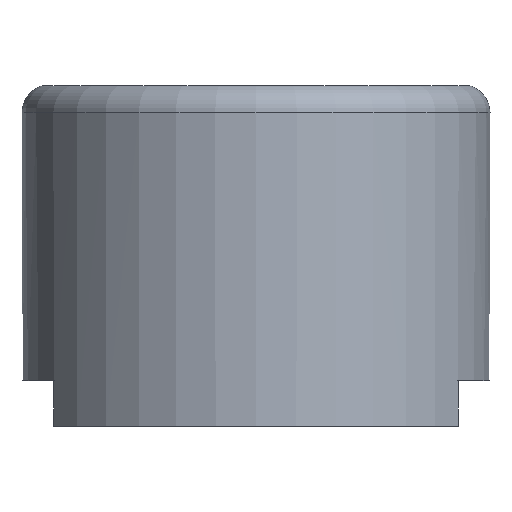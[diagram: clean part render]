
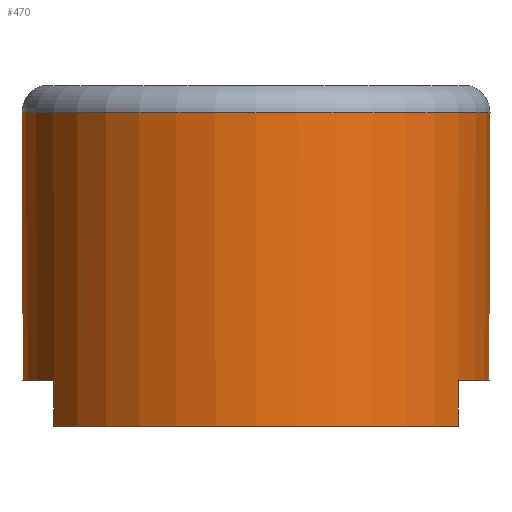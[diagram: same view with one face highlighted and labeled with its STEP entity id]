
A CAD part, left-side view. The second image highlights one B-rep face of the part: STEP entity #470.
In plain terms, the highlighted cylindrical face has radius 19.7 mm (diameter 39.4 mm), a full revolution.
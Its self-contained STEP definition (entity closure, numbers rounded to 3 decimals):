
#70=FACE_OUTER_BOUND('',#103,.T.);
#103=EDGE_LOOP('',(#419,#420,#421,#422,#423,#424,#425,#426,#427,#428,#429,
#430,#431));
#128=LINE('',#927,#156);
#129=LINE('',#928,#157);
#130=LINE('',#930,#158);
#131=LINE('',#931,#159);
#132=LINE('',#932,#160);
#156=VECTOR('',#684,10.);
#157=VECTOR('',#685,10.);
#158=VECTOR('',#688,19.7);
#159=VECTOR('',#689,10.);
#160=VECTOR('',#690,10.);
#165=CIRCLE('',#495,19.7);
#168=CIRCLE('',#498,19.7);
#187=CIRCLE('',#527,19.7);
#188=CIRCLE('',#528,19.7);
#190=CIRCLE('',#531,19.7);
#191=CIRCLE('',#532,19.7);
#192=CIRCLE('',#534,19.7);
#197=VERTEX_POINT('',#709);
#198=VERTEX_POINT('',#710);
#199=VERTEX_POINT('',#712);
#204=VERTEX_POINT('',#722);
#231=VERTEX_POINT('',#894);
#232=VERTEX_POINT('',#895);
#233=VERTEX_POINT('',#900);
#234=VERTEX_POINT('',#901);
#235=VERTEX_POINT('',#903);
#236=VERTEX_POINT('',#907);
#237=VERTEX_POINT('',#908);
#245=EDGE_CURVE('',#199,#198,#165,.T.);
#251=EDGE_CURVE('',#197,#204,#168,.T.);
#283=EDGE_CURVE('',#231,#232,#187,.T.);
#284=EDGE_CURVE('',#232,#231,#188,.T.);
#287=EDGE_CURVE('',#235,#234,#190,.F.);
#288=EDGE_CURVE('',#233,#235,#191,.F.);
#290=EDGE_CURVE('',#236,#237,#192,.F.);
#299=EDGE_CURVE('',#204,#233,#128,.T.);
#300=EDGE_CURVE('',#234,#199,#129,.T.);
#301=EDGE_CURVE('',#232,#235,#130,.T.);
#302=EDGE_CURVE('',#198,#236,#131,.T.);
#303=EDGE_CURVE('',#237,#197,#132,.T.);
#419=ORIENTED_EDGE('',*,*,#283,.F.);
#420=ORIENTED_EDGE('',*,*,#284,.F.);
#421=ORIENTED_EDGE('',*,*,#301,.T.);
#422=ORIENTED_EDGE('',*,*,#287,.T.);
#423=ORIENTED_EDGE('',*,*,#300,.T.);
#424=ORIENTED_EDGE('',*,*,#245,.T.);
#425=ORIENTED_EDGE('',*,*,#302,.T.);
#426=ORIENTED_EDGE('',*,*,#290,.T.);
#427=ORIENTED_EDGE('',*,*,#303,.T.);
#428=ORIENTED_EDGE('',*,*,#251,.T.);
#429=ORIENTED_EDGE('',*,*,#299,.T.);
#430=ORIENTED_EDGE('',*,*,#288,.T.);
#431=ORIENTED_EDGE('',*,*,#301,.F.);
#444=CYLINDRICAL_SURFACE('',#543,19.7);
#470=ADVANCED_FACE('',(#70),#444,.T.);
#495=AXIS2_PLACEMENT_3D('',#713,#568,#569);
#498=AXIS2_PLACEMENT_3D('',#724,#577,#578);
#527=AXIS2_PLACEMENT_3D('',#896,#642,#643);
#528=AXIS2_PLACEMENT_3D('',#897,#644,#645);
#531=AXIS2_PLACEMENT_3D('',#904,#651,#652);
#532=AXIS2_PLACEMENT_3D('',#905,#653,#654);
#534=AXIS2_PLACEMENT_3D('',#910,#658,#659);
#543=AXIS2_PLACEMENT_3D('',#929,#686,#687);
#568=DIRECTION('center_axis',(0.,0.,
1.));
#569=DIRECTION('ref_axis',(-1.,0.,0.));
#577=DIRECTION('center_axis',(0.,0.,
1.));
#578=DIRECTION('ref_axis',(-1.,0.,0.));
#642=DIRECTION('center_axis',(0.,0.,
1.));
#643=DIRECTION('ref_axis',(1.,0.,0.));
#644=DIRECTION('center_axis',(0.,0.,
1.));
#645=DIRECTION('ref_axis',(1.,0.,0.));
#651=DIRECTION('center_axis',(0.,0.,
-1.));
#652=DIRECTION('ref_axis',(-1.,0.,0.));
#653=DIRECTION('center_axis',(0.,0.,
-1.));
#654=DIRECTION('ref_axis',(-1.,0.,0.));
#658=DIRECTION('center_axis',(0.,0.,
-1.));
#659=DIRECTION('ref_axis',(-1.,0.,0.));
#684=DIRECTION('',(0.,0.,-1.));
#685=DIRECTION('',(0.,0.,1.));
#686=DIRECTION('center_axis',(0.,0.,1.));
#687=DIRECTION('ref_axis',(-1.,0.,0.));
#688=DIRECTION('',(0.,0.,-1.));
#689=DIRECTION('',(0.,0.,-1.));
#690=DIRECTION('',(0.,0.,1.));
#709=CARTESIAN_POINT('',(-9.925,-17.017,18.91));
#710=CARTESIAN_POINT('',(-9.925,17.017,18.91));
#712=CARTESIAN_POINT('',(9.925,17.017,18.91));
#713=CARTESIAN_POINT('Origin',(0.,0.,18.91));
#722=CARTESIAN_POINT('',(9.925,-17.017,18.91));
#724=CARTESIAN_POINT('Origin',(0.,0.,18.91));
#894=CARTESIAN_POINT('',(-19.7,0.,41.437));
#895=CARTESIAN_POINT('',(19.7,0.,41.437));
#896=CARTESIAN_POINT('Origin',(0.,0.,
41.437));
#897=CARTESIAN_POINT('Origin',(0.,0.,
41.437));
#900=CARTESIAN_POINT('',(9.925,-17.017,15.062));
#901=CARTESIAN_POINT('',(9.925,17.017,15.062));
#903=CARTESIAN_POINT('',(19.7,0.,15.062));
#904=CARTESIAN_POINT('Origin',(0.,0.,15.062));
#905=CARTESIAN_POINT('Origin',(0.,0.,15.062));
#907=CARTESIAN_POINT('',(-9.925,17.017,15.062));
#908=CARTESIAN_POINT('',(-9.925,-17.017,15.062));
#910=CARTESIAN_POINT('Origin',(0.,0.,15.062));
#927=CARTESIAN_POINT('',(9.925,-17.017,25.662));
#928=CARTESIAN_POINT('',(9.925,17.017,25.662));
#929=CARTESIAN_POINT('Origin',(0.,0.,25.662));
#930=CARTESIAN_POINT('',(19.7,0.,25.662));
#931=CARTESIAN_POINT('',(-9.925,17.017,25.662));
#932=CARTESIAN_POINT('',(-9.925,-17.017,25.662));
